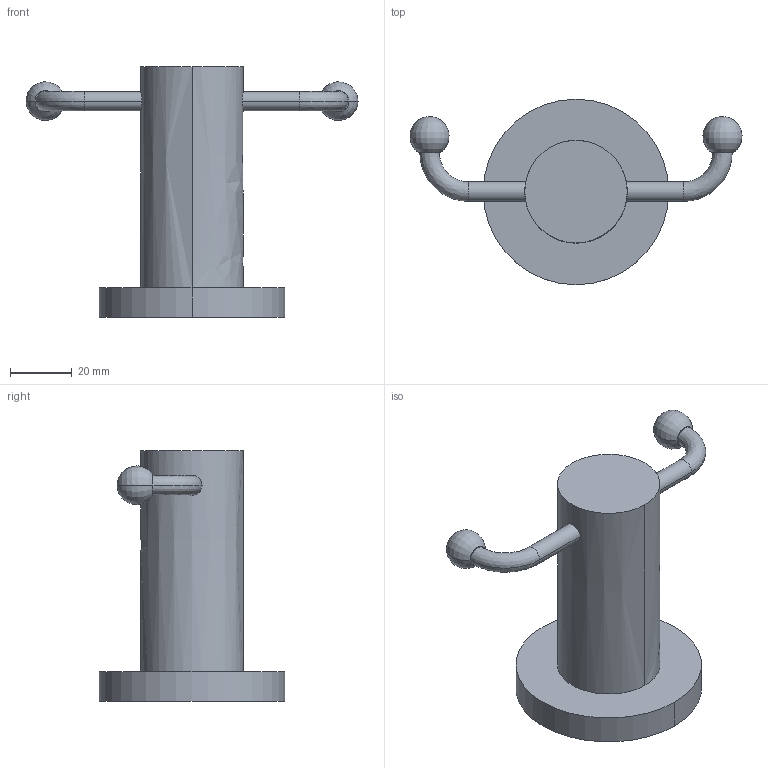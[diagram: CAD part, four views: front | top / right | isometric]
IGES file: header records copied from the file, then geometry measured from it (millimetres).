
Start section:  PTC IGES file: 16-13_web.igs
Global section: file name: 16-13_web.igs; native system: Pro/ENGINEER by Parametric Technology Corporation; preprocessor: 2009300; author: pnmurthy; organization: Unknown; date: 20100726.105055; units: inch
Bounding box: 107.95 x 60.33 x 81.5 mm (x, y, z)
Surface area: 20979 mm2 (no closed solid volume)
Topology: 0 solids, 0 shells, 30 faces, 118 edges, 114 vertices
Faces by surface type: revolution 24, bspline 6
